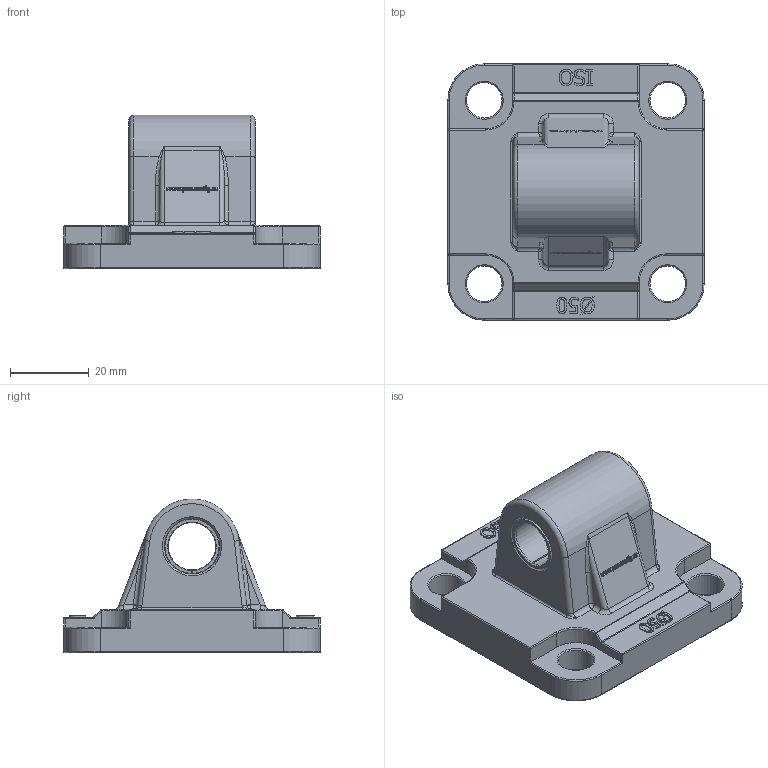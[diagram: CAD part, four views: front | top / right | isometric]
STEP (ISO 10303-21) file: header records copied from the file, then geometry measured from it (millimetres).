
FILE_DESCRIPTION(/* description */ (''),/* implementation_level */ '2;1');
FILE_NAME(/* name */ 'C-CFM-50.stp',/* time_stamp */ '2015-11-18T11:17:50+01:00',/* author */ (''),/* organization */ (''),/* preprocessor_version */ 'ST-DEVELOPER v15.2',/* originating_system */ 'Autodesk Translator Framework v2.0.0.5431',/* authorisation */ '');
FILE_SCHEMA (('AUTOMOTIVE_DESIGN { 1 0 10303 214 3 1 1 }'));
Length unit declared in the file: centimetre
Products named in the file (1): (Unsaved)
Bounding box: 65 x 65 x 38.96 mm (x, y, z)
Volume: 50377.8 mm3; surface area: 15491.9 mm2
Topology: 1 solids, 1 shells, 849 faces, 2292 edges, 1479 vertices
Faces by surface type: plane 371, bspline 342, cylinder 83, torus 22, cone 19, sphere 12
Full cylindrical faces by diameter (mm): 9 x4, 14 x1, 40 x1
Entity records: 29648 total; most frequent: CARTESIAN_POINT 10641, ORIENTED_EDGE 4516, DIRECTION 2839, EDGE_CURVE 2258, VERTEX_POINT 1473, LINE 1361, VECTOR 1361, EDGE_LOOP 921
